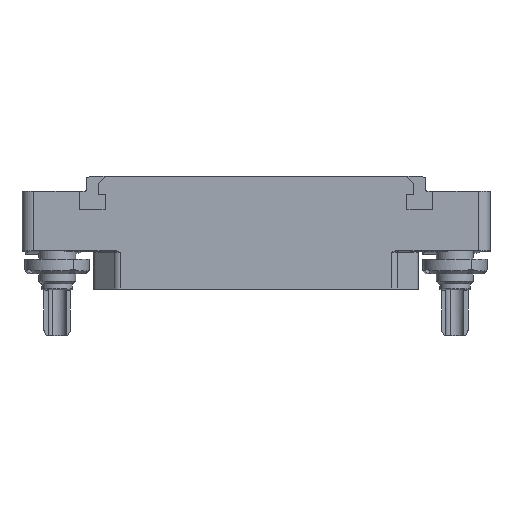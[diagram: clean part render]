
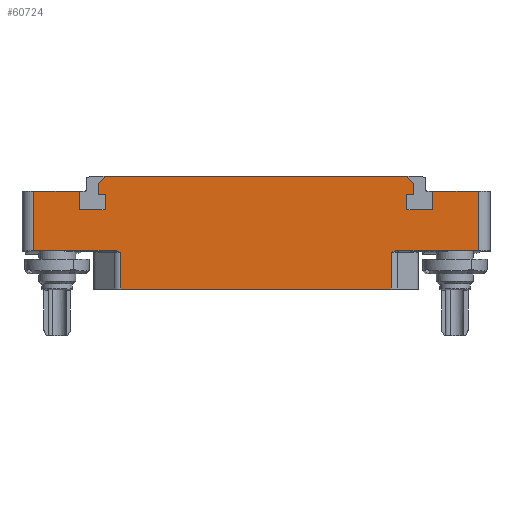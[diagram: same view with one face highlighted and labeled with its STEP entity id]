
A CAD part, top view. The second image highlights one B-rep face of the part: STEP entity #60724.
In plain terms, the highlighted planar face has unit normal (0, 0, 1).
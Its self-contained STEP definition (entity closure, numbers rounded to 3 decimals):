
#1=DIRECTION('',(1.,0.,0.));
#2=VECTOR('',#1,7.8);
#3=CARTESIAN_POINT('',(-38.,10.25,7.));
#4=LINE('',#3,#2);
#5=DIRECTION('',(0.,-1.,0.));
#6=VECTOR('',#5,3.2);
#7=CARTESIAN_POINT('',(-30.2,10.25,7.));
#8=LINE('',#7,#6);
#9=DIRECTION('',(1.,0.,0.));
#10=VECTOR('',#9,4.4);
#11=CARTESIAN_POINT('',(-30.2,7.05,7.));
#12=LINE('',#11,#10);
#13=DIRECTION('',(0.,1.,0.));
#14=VECTOR('',#13,2.6);
#15=CARTESIAN_POINT('',(-25.8,7.05,7.));
#16=LINE('',#15,#14);
#17=DIRECTION('',(-1.,0.,0.));
#18=VECTOR('',#17,1.2);
#19=CARTESIAN_POINT('',(-25.8,9.65,7.));
#20=LINE('',#19,#18);
#21=DIRECTION('',(0.,-1.,0.));
#22=VECTOR('',#21,1.9);
#23=CARTESIAN_POINT('',(-27.,11.55,7.));
#24=LINE('',#23,#22);
#25=DIRECTION('',(1.,0.,0.));
#26=VECTOR('',#25,51.6);
#27=CARTESIAN_POINT('',(-25.8,12.75,7.));
#28=LINE('',#27,#26);
#29=DIRECTION('',(0.,-1.,0.));
#30=VECTOR('',#29,1.9);
#31=CARTESIAN_POINT('',(27.,11.55,7.));
#32=LINE('',#31,#30);
#33=DIRECTION('',(-1.,0.,0.));
#34=VECTOR('',#33,1.2);
#35=CARTESIAN_POINT('',(27.,9.65,7.));
#36=LINE('',#35,#34);
#37=DIRECTION('',(0.,-1.,0.));
#38=VECTOR('',#37,2.6);
#39=CARTESIAN_POINT('',(25.8,9.65,7.));
#40=LINE('',#39,#38);
#41=DIRECTION('',(1.,0.,0.));
#42=VECTOR('',#41,4.4);
#43=CARTESIAN_POINT('',(25.8,7.05,7.));
#44=LINE('',#43,#42);
#45=DIRECTION('',(0.,1.,0.));
#46=VECTOR('',#45,3.2);
#47=CARTESIAN_POINT('',(30.2,7.05,7.));
#48=LINE('',#47,#46);
#49=DIRECTION('',(1.,0.,0.));
#50=VECTOR('',#49,7.8);
#51=CARTESIAN_POINT('',(30.2,10.25,7.));
#52=LINE('',#51,#50);
#109=DIRECTION('',(1.,0.,0.));
#110=VECTOR('',#109,14.082);
#111=CARTESIAN_POINT('',(23.918,0.,7.));
#112=LINE('',#111,#110);
#3676=DIRECTION('',(-1.,0.,0.));
#3677=VECTOR('',#3676,46.236);
#3678=CARTESIAN_POINT('',(23.118,-6.5,7.));
#3679=LINE('',#3678,#3677);
#3767=DIRECTION('',(1.,0.,0.));
#3768=VECTOR('',#3767,14.082);
#3769=CARTESIAN_POINT('',(-38.,0.,7.));
#3770=LINE('',#3769,#3768);
#7201=DIRECTION('',(0.,-1.,0.));
#7202=VECTOR('',#7201,10.25);
#7203=CARTESIAN_POINT('',(-38.,10.25,7.));
#7204=LINE('',#7203,#7202);
#9939=DIRECTION('',(0.707,-0.707,0.));
#9940=VECTOR('',#9939,1.697);
#9941=CARTESIAN_POINT('',(25.8,12.75,7.));
#9942=LINE('',#9941,#9940);
#9947=DIRECTION('',(-0.707,-0.707,0.));
#9948=VECTOR('',#9947,1.697);
#9949=CARTESIAN_POINT('',(-25.8,12.75,7.));
#9950=LINE('',#9949,#9948);
#46642=CARTESIAN_POINT('',(-23.918,0.,7.));
#46643=CARTESIAN_POINT('',(-23.907,0.,7.));
#46644=CARTESIAN_POINT('',(-23.884,0.,7.));
#46645=CARTESIAN_POINT('',(-23.85,-0.002,7.));
#46646=CARTESIAN_POINT('',(-23.814,-0.005,7.));
#46647=CARTESIAN_POINT('',(-23.776,-0.01,7.));
#46648=CARTESIAN_POINT('',(-23.734,-0.016,7.));
#46649=CARTESIAN_POINT('',(-23.688,-0.024,7.));
#46650=CARTESIAN_POINT('',(-23.636,-0.035,7.));
#46651=CARTESIAN_POINT('',(-23.577,-0.049,7.));
#46652=CARTESIAN_POINT('',(-23.515,-0.066,7.));
#46653=CARTESIAN_POINT('',(-23.451,-0.085,7.));
#46654=CARTESIAN_POINT('',(-23.385,-0.106,7.));
#46655=CARTESIAN_POINT('',(-23.318,-0.128,7.));
#46656=CARTESIAN_POINT('',(-23.251,-0.152,7.));
#46657=CARTESIAN_POINT('',(-23.184,-0.176,7.));
#46658=CARTESIAN_POINT('',(-23.14,-0.192,7.));
#46659=CARTESIAN_POINT('',(-23.118,-0.2,7.));
#46661=DIRECTION('',(0.,1.,0.));
#46662=VECTOR('',#46661,6.3);
#46663=CARTESIAN_POINT('',(-23.118,-6.5,7.));
#46664=LINE('',#46663,#46662);
#46737=DIRECTION('',(0.,1.,0.));
#46738=VECTOR('',#46737,6.3);
#46739=CARTESIAN_POINT('',(23.118,-6.5,7.));
#46740=LINE('',#46739,#46738);
#46746=CARTESIAN_POINT('',(23.118,-0.2,7.));
#46747=CARTESIAN_POINT('',(23.14,-0.192,7.));
#46748=CARTESIAN_POINT('',(23.184,-0.176,7.));
#46749=CARTESIAN_POINT('',(23.251,-0.152,7.));
#46750=CARTESIAN_POINT('',(23.318,-0.128,7.));
#46751=CARTESIAN_POINT('',(23.385,-0.106,7.));
#46752=CARTESIAN_POINT('',(23.451,-0.085,7.));
#46753=CARTESIAN_POINT('',(23.515,-0.066,7.));
#46754=CARTESIAN_POINT('',(23.577,-0.049,7.));
#46755=CARTESIAN_POINT('',(23.636,-0.035,7.));
#46756=CARTESIAN_POINT('',(23.688,-0.024,7.));
#46757=CARTESIAN_POINT('',(23.734,-0.016,7.));
#46758=CARTESIAN_POINT('',(23.776,-0.01,7.));
#46759=CARTESIAN_POINT('',(23.814,-0.005,7.));
#46760=CARTESIAN_POINT('',(23.85,-0.002,7.));
#46761=CARTESIAN_POINT('',(23.884,0.,7.));
#46762=CARTESIAN_POINT('',(23.907,0.,7.));
#46763=CARTESIAN_POINT('',(23.918,0.,7.));
#46811=DIRECTION('',(0.,1.,0.));
#46812=VECTOR('',#46811,10.25);
#46813=CARTESIAN_POINT('',(38.,0.,7.));
#46814=LINE('',#46813,#46812);
#49348=CARTESIAN_POINT('',(-30.2,10.25,7.));
#49349=CARTESIAN_POINT('',(-30.2,7.05,7.));
#49350=VERTEX_POINT('',#49348);
#49351=VERTEX_POINT('',#49349);
#49352=CARTESIAN_POINT('',(-25.8,7.05,7.));
#49353=VERTEX_POINT('',#49352);
#49354=CARTESIAN_POINT('',(-25.8,9.65,7.));
#49355=VERTEX_POINT('',#49354);
#49356=CARTESIAN_POINT('',(-27.,9.65,7.));
#49357=VERTEX_POINT('',#49356);
#49358=CARTESIAN_POINT('',(27.,9.65,7.));
#49359=CARTESIAN_POINT('',(25.8,9.65,7.));
#49360=VERTEX_POINT('',#49358);
#49361=VERTEX_POINT('',#49359);
#49362=CARTESIAN_POINT('',(25.8,7.05,7.));
#49363=VERTEX_POINT('',#49362);
#49364=CARTESIAN_POINT('',(30.2,7.05,7.));
#49365=VERTEX_POINT('',#49364);
#49366=CARTESIAN_POINT('',(30.2,10.25,7.));
#49367=VERTEX_POINT('',#49366);
#49372=CARTESIAN_POINT('',(-27.,11.55,7.));
#49374=VERTEX_POINT('',#49372);
#49376=CARTESIAN_POINT('',(-25.8,12.75,7.));
#49377=VERTEX_POINT('',#49376);
#49378=CARTESIAN_POINT('',(27.,11.55,7.));
#49380=VERTEX_POINT('',#49378);
#49382=CARTESIAN_POINT('',(25.8,12.75,7.));
#49383=VERTEX_POINT('',#49382);
#49460=CARTESIAN_POINT('',(38.,0.,7.));
#49461=CARTESIAN_POINT('',(38.,10.25,7.));
#49462=VERTEX_POINT('',#49460);
#49463=VERTEX_POINT('',#49461);
#49468=CARTESIAN_POINT('',(-38.,10.25,7.));
#49469=CARTESIAN_POINT('',(-38.,0.,7.));
#49470=VERTEX_POINT('',#49468);
#49471=VERTEX_POINT('',#49469);
#49693=CARTESIAN_POINT('',(23.118,-6.5,7.));
#49695=VERTEX_POINT('',#49693);
#49696=CARTESIAN_POINT('',(-23.118,-6.5,7.));
#49698=VERTEX_POINT('',#49696);
#49728=CARTESIAN_POINT('',(-23.118,-0.2,7.));
#49729=VERTEX_POINT('',#49728);
#49730=CARTESIAN_POINT('',(-23.918,0.,7.));
#49731=VERTEX_POINT('',#49730);
#49732=CARTESIAN_POINT('',(23.118,-0.2,7.));
#49734=VERTEX_POINT('',#49732);
#49736=CARTESIAN_POINT('',(23.918,0.,7.));
#49738=VERTEX_POINT('',#49736);
#60669=CARTESIAN_POINT('',(0.,0.,7.));
#60670=DIRECTION('',(0.,0.,-1.));
#60671=DIRECTION('',(-1.,0.,0.));
#60672=AXIS2_PLACEMENT_3D('',#60669,#60670,#60671);
#60673=PLANE('',#60672);
#60675=ORIENTED_EDGE('',*,*,#60674,.F.);
#60677=ORIENTED_EDGE('',*,*,#60676,.F.);
#60679=ORIENTED_EDGE('',*,*,#60678,.F.);
#60681=ORIENTED_EDGE('',*,*,#60680,.T.);
#60683=ORIENTED_EDGE('',*,*,#60682,.T.);
#60685=ORIENTED_EDGE('',*,*,#60684,.F.);
#60687=ORIENTED_EDGE('',*,*,#60686,.F.);
#60689=ORIENTED_EDGE('',*,*,#60688,.F.);
#60691=ORIENTED_EDGE('',*,*,#60690,.T.);
#60693=ORIENTED_EDGE('',*,*,#60692,.T.);
#60695=ORIENTED_EDGE('',*,*,#60694,.T.);
#60697=ORIENTED_EDGE('',*,*,#60696,.T.);
#60699=ORIENTED_EDGE('',*,*,#60698,.T.);
#60701=ORIENTED_EDGE('',*,*,#60700,.F.);
#60703=ORIENTED_EDGE('',*,*,#60702,.F.);
#60705=ORIENTED_EDGE('',*,*,#60704,.T.);
#60707=ORIENTED_EDGE('',*,*,#60706,.T.);
#60709=ORIENTED_EDGE('',*,*,#60708,.T.);
#60711=ORIENTED_EDGE('',*,*,#60710,.T.);
#60713=ORIENTED_EDGE('',*,*,#60712,.T.);
#60715=ORIENTED_EDGE('',*,*,#60714,.T.);
#60717=ORIENTED_EDGE('',*,*,#60716,.T.);
#60719=ORIENTED_EDGE('',*,*,#60718,.T.);
#60721=ORIENTED_EDGE('',*,*,#60720,.F.);
#60722=EDGE_LOOP('',(#60675,#60677,#60679,#60681,#60683,#60685,#60687,#60689,
#60691,#60693,#60695,#60697,#60699,#60701,#60703,#60705,#60707,#60709,#60711,
#60713,#60715,#60717,#60719,#60721));
#60723=FACE_OUTER_BOUND('',#60722,.F.);
#60724=ADVANCED_FACE('',(#60723),#60673,.F.);
#46660=B_SPLINE_CURVE_WITH_KNOTS('',3,(#46642,#46643,#46644,#46645,#46646,
#46647,#46648,#46649,#46650,#46651,#46652,#46653,#46654,#46655,#46656,#46657,
#46658,#46659),.UNSPECIFIED.,.F.,.F.,(4,1,1,1,1,1,1,1,1,1,1,1,1,1,1,4),(0.,
0.067,0.133,0.2,0.267,0.333,
0.4,0.467,0.533,0.6,0.667,
0.733,0.8,0.867,0.933,1.),
.UNSPECIFIED.);
#46764=B_SPLINE_CURVE_WITH_KNOTS('',3,(#46746,#46747,#46748,#46749,#46750,
#46751,#46752,#46753,#46754,#46755,#46756,#46757,#46758,#46759,#46760,#46761,
#46762,#46763),.UNSPECIFIED.,.F.,.F.,(4,1,1,1,1,1,1,1,1,1,1,1,1,1,1,4),(0.,
0.067,0.133,0.2,0.267,0.333,
0.4,0.467,0.533,0.6,0.667,
0.733,0.8,0.867,0.933,1.),
.UNSPECIFIED.);
#60674=EDGE_CURVE('',#49738,#49462,#112,.T.);
#60676=EDGE_CURVE('',#49734,#49738,#46764,.T.);
#60678=EDGE_CURVE('',#49695,#49734,#46740,.T.);
#60680=EDGE_CURVE('',#49695,#49698,#3679,.T.);
#60682=EDGE_CURVE('',#49698,#49729,#46664,.T.);
#60684=EDGE_CURVE('',#49731,#49729,#46660,.T.);
#60686=EDGE_CURVE('',#49471,#49731,#3770,.T.);
#60688=EDGE_CURVE('',#49470,#49471,#7204,.T.);
#60690=EDGE_CURVE('',#49470,#49350,#4,.T.);
#60692=EDGE_CURVE('',#49350,#49351,#8,.T.);
#60694=EDGE_CURVE('',#49351,#49353,#12,.T.);
#60696=EDGE_CURVE('',#49353,#49355,#16,.T.);
#60698=EDGE_CURVE('',#49355,#49357,#20,.T.);
#60700=EDGE_CURVE('',#49374,#49357,#24,.T.);
#60702=EDGE_CURVE('',#49377,#49374,#9950,.T.);
#60704=EDGE_CURVE('',#49377,#49383,#28,.T.);
#60706=EDGE_CURVE('',#49383,#49380,#9942,.T.);
#60708=EDGE_CURVE('',#49380,#49360,#32,.T.);
#60710=EDGE_CURVE('',#49360,#49361,#36,.T.);
#60712=EDGE_CURVE('',#49361,#49363,#40,.T.);
#60714=EDGE_CURVE('',#49363,#49365,#44,.T.);
#60716=EDGE_CURVE('',#49365,#49367,#48,.T.);
#60718=EDGE_CURVE('',#49367,#49463,#52,.T.);
#60720=EDGE_CURVE('',#49462,#49463,#46814,.T.);
